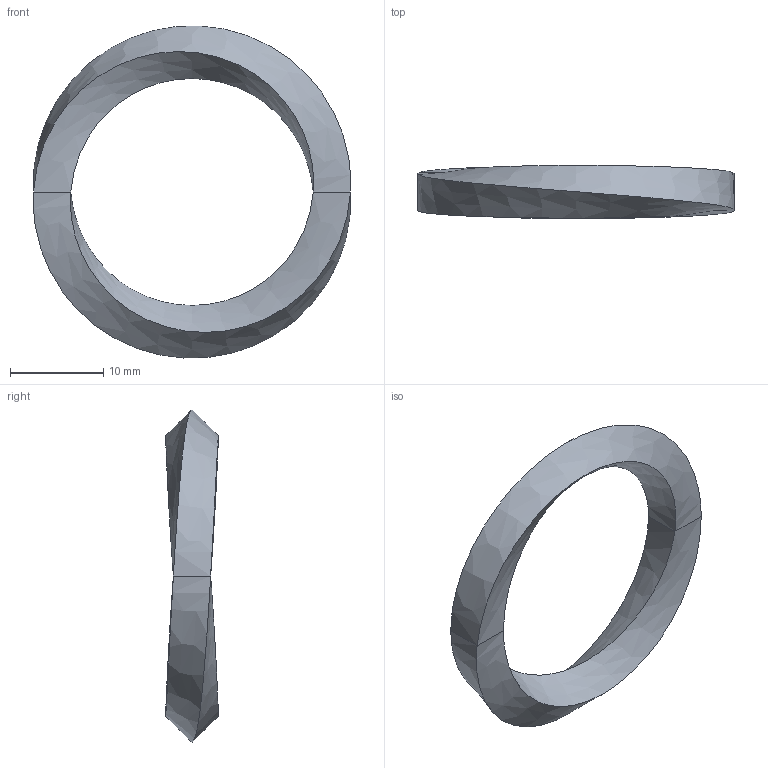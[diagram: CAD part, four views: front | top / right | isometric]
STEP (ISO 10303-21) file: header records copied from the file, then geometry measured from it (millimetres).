
FILE_DESCRIPTION(/* description */ (''),/* implementation_level */ '2;1');
FILE_NAME(/* name */ 'tgfg.stp',/* time_stamp */ '2014-11-21T20:00:30+01:00',/* author */ ('Eduard'),/* organization */ (''),/* preprocessor_version */ 'ST-DEVELOPER v15.6',/* originating_system */ 'Autodesk Inventor 2015',/* authorisation */ '');
FILE_SCHEMA (('AUTOMOTIVE_DESIGN { 1 0 10303 214 3 1 1 }'));
Length unit declared in the file: millimetre
Products named in the file (1): tgfg
Bounding box: 34.01 x 5.66 x 35.61 mm (x, y, z)
Volume: 1507.9 mm3; surface area: 1509.1 mm2
Topology: 1 solids, 1 shells, 8 faces, 16 edges, 8 vertices
Faces by surface type: bspline 8
Entity records: 568 total; most frequent: CARTESIAN_POINT 417, ORIENTED_EDGE 32, EDGE_CURVE 16, DIRECTION 10, FACE_OUTER_BOUND 8, EDGE_LOOP 8, B_SPLINE_CURVE_WITH_KNOTS 8, LINE 8
